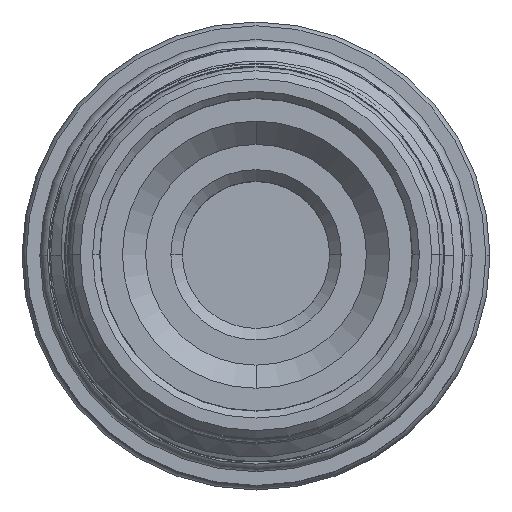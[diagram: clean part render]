
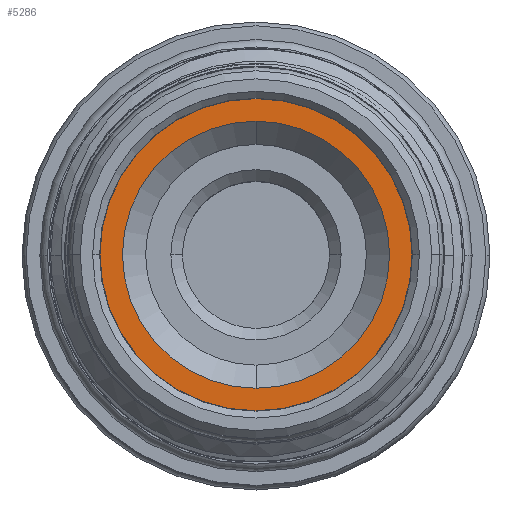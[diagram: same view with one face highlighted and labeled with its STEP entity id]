
A CAD part, top view. The second image highlights one B-rep face of the part: STEP entity #5286.
In plain terms, the highlighted planar face has unit normal (0, 0, 1).
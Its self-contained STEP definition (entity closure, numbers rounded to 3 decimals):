
#25 = ORIENTED_EDGE ( 'NONE', *, *, #764, .F. ) ;
#469 = EDGE_CURVE ( 'NONE', #15494, #9797, #14579, .T. ) ;
#764 = EDGE_CURVE ( 'NONE', #4752, #2941, #6082, .T. ) ;
#2140 = EDGE_LOOP ( 'NONE', ( #25, #4368 ) ) ;
#2153 = AXIS2_PLACEMENT_3D ( 'NONE', #7407, #12001, #8868 ) ;
#2489 = EDGE_CURVE ( 'NONE', #2941, #4752, #17408, .T. ) ;
#2941 = VERTEX_POINT ( 'NONE', #12694 ) ;
#4126 = CIRCLE ( 'NONE', #6324, 11.525 ) ;
#4193 = PLANE ( 'NONE',  #2153 ) ;
#4368 = ORIENTED_EDGE ( 'NONE', *, *, #2489, .F. ) ;
#4604 = CARTESIAN_POINT ( 'NONE',  ( 0., 13.47, 108.85 ) ) ;
#4707 = DIRECTION ( 'NONE',  ( 0., 0., -1. ) ) ;
#4752 = VERTEX_POINT ( 'NONE', #4604 ) ;
#5286 = ADVANCED_FACE ( 'NONE', ( #9140, #11998 ), #4193, .F. ) ;
#6082 = CIRCLE ( 'NONE', #19446, 13.47 ) ;
#6302 = ORIENTED_EDGE ( 'NONE', *, *, #469, .T. ) ;
#6322 = CARTESIAN_POINT ( 'NONE',  ( 0., -11.525, 108.85 ) ) ;
#6324 = AXIS2_PLACEMENT_3D ( 'NONE', #18089, #4707, #10521 ) ;
#7407 = CARTESIAN_POINT ( 'NONE',  ( 13.47, 0., 108.85 ) ) ;
#8868 = DIRECTION ( 'NONE',  ( 0., 1., 0. ) ) ;
#9127 = CARTESIAN_POINT ( 'NONE',  ( 0., 0., 108.85 ) ) ;
#9140 = FACE_BOUND ( 'NONE', #12977, .T. ) ;
#9447 = DIRECTION ( 'NONE',  ( 0., 0., -1. ) ) ;
#9797 = VERTEX_POINT ( 'NONE', #6322 ) ;
#9952 = AXIS2_PLACEMENT_3D ( 'NONE', #9127, #9447, #11155 ) ;
#10460 = DIRECTION ( 'NONE',  ( 0., 0., -1. ) ) ;
#10521 = DIRECTION ( 'NONE',  ( 0., 1., 0. ) ) ;
#11155 = DIRECTION ( 'NONE',  ( 0., 1., 0. ) ) ;
#11203 = CARTESIAN_POINT ( 'NONE',  ( 0., 0., 108.85 ) ) ;
#11998 = FACE_OUTER_BOUND ( 'NONE', #2140, .T. ) ;
#12001 = DIRECTION ( 'NONE',  ( 0., 0., -1. ) ) ;
#12694 = CARTESIAN_POINT ( 'NONE',  ( 0., -13.47, 108.85 ) ) ;
#12723 = DIRECTION ( 'NONE',  ( 0., 1., 0. ) ) ;
#12977 = EDGE_LOOP ( 'NONE', ( #13929, #6302 ) ) ;
#13929 = ORIENTED_EDGE ( 'NONE', *, *, #18616, .T. ) ;
#14367 = AXIS2_PLACEMENT_3D ( 'NONE', #11203, #15670, #12723 ) ;
#14579 = CIRCLE ( 'NONE', #14367, 11.525 ) ;
#14880 = DIRECTION ( 'NONE',  ( 0., 1., 0. ) ) ;
#15494 = VERTEX_POINT ( 'NONE', #17314 ) ;
#15670 = DIRECTION ( 'NONE',  ( 0., 0., -1. ) ) ;
#17314 = CARTESIAN_POINT ( 'NONE',  ( 0., 11.525, 108.85 ) ) ;
#17408 = CIRCLE ( 'NONE', #9952, 13.47 ) ;
#18089 = CARTESIAN_POINT ( 'NONE',  ( 0., 0., 108.85 ) ) ;
#18616 = EDGE_CURVE ( 'NONE', #9797, #15494, #4126, .T. ) ;
#19446 = AXIS2_PLACEMENT_3D ( 'NONE', #19516, #10460, #14880 ) ;
#19516 = CARTESIAN_POINT ( 'NONE',  ( 0., 0., 108.85 ) ) ;
